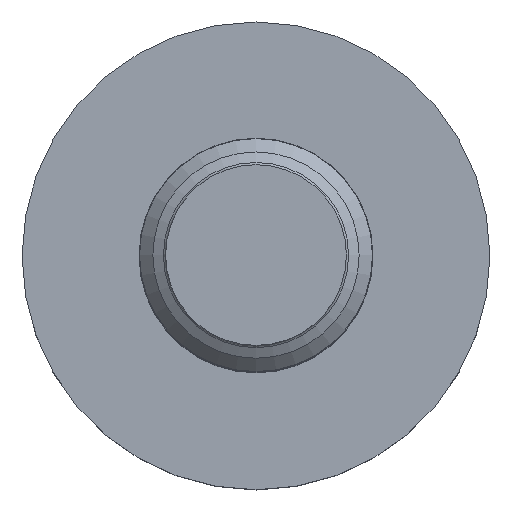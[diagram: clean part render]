
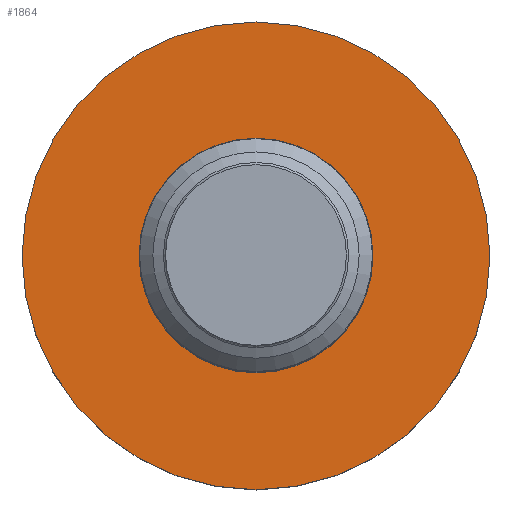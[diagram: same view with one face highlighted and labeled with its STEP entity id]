
A CAD part, top view. The second image highlights one B-rep face of the part: STEP entity #1864.
In plain terms, the highlighted planar face has unit normal (0, 0, 1).
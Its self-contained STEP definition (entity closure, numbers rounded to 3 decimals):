
#77 = AXIS2_PLACEMENT_3D ( 'NONE', #647, #654, #655 ) ;
#154 = AXIS2_PLACEMENT_3D ( 'NONE', #1589, #1602, #1603 ) ;
#181 = AXIS2_PLACEMENT_3D ( 'NONE', #674, #678, #679 ) ;
#261 = EDGE_CURVE ( 'NONE', #1763, #1763, #1157, .T. ) ;
#279 = EDGE_CURVE ( 'NONE', #1767, #1767, #1165, .T. ) ;
#647 = CARTESIAN_POINT ( 'NONE',  ( 0., 0., 0. ) ) ;
#654 = DIRECTION ( 'NONE',  ( 0., 0., 1. ) ) ;
#655 = DIRECTION ( 'NONE',  ( 0., -1., 0. ) ) ;
#674 = CARTESIAN_POINT ( 'NONE',  ( 0., 0., 0. ) ) ;
#678 = DIRECTION ( 'NONE',  ( 0., 0., 1. ) ) ;
#679 = DIRECTION ( 'NONE',  ( 0., -1., 0. ) ) ;
#773 = EDGE_LOOP ( 'NONE', ( #954 ) ) ;
#855 = EDGE_LOOP ( 'NONE', ( #955 ) ) ;
#954 = ORIENTED_EDGE ( 'NONE', *, *, #279, .T. ) ;
#955 = ORIENTED_EDGE ( 'NONE', *, *, #261, .F. ) ;
#1157 = CIRCLE ( 'NONE', #77, 2. ) ;
#1165 = CIRCLE ( 'NONE', #181, 4. ) ;
#1337 = FACE_OUTER_BOUND ( 'NONE', #773, .T. ) ;
#1341 = FACE_BOUND ( 'NONE', #855, .T. ) ;
#1589 = CARTESIAN_POINT ( 'NONE',  ( 0., 0., 0. ) ) ;
#1601 = PLANE ( 'NONE',  #154 ) ;
#1602 = DIRECTION ( 'NONE',  ( 0., 0., 1. ) ) ;
#1603 = DIRECTION ( 'NONE',  ( 0., -1., 0. ) ) ;
#1763 = VERTEX_POINT ( 'NONE', #1764 ) ;
#1764 = CARTESIAN_POINT ( 'NONE',  ( 0., -2., 0. ) ) ;
#1767 = VERTEX_POINT ( 'NONE', #1768 ) ;
#1768 = CARTESIAN_POINT ( 'NONE',  ( 0., -4., 0. ) ) ;
#1864 = ADVANCED_FACE ( 'NONE', ( #1337, #1341 ), #1601, .T. ) ;
